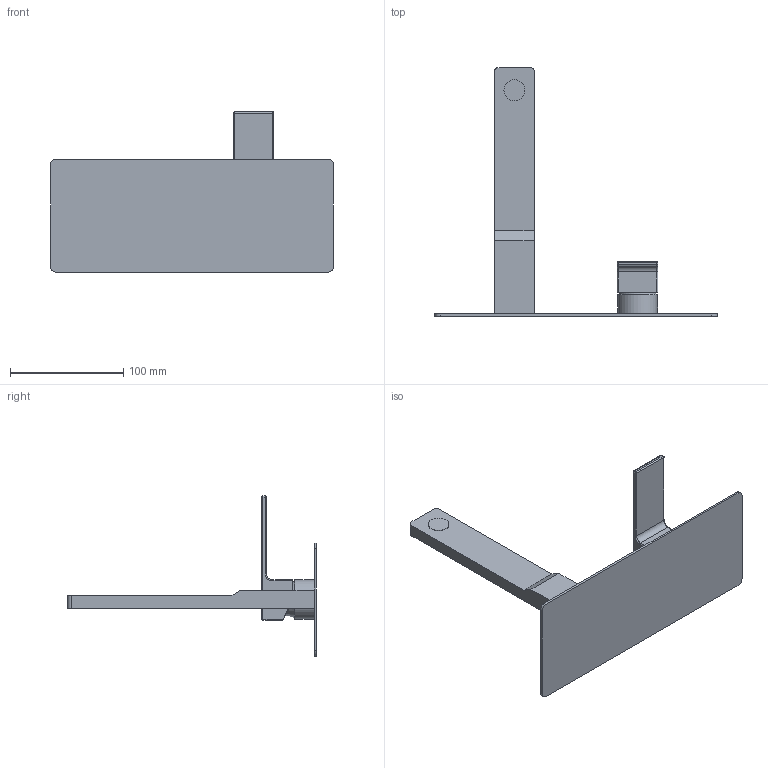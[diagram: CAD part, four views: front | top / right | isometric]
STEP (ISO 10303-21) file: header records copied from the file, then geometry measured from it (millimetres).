
FILE_DESCRIPTION((''),'2;1');
FILE_NAME('EL105CR','2021-01-14T08:50:01',('ut3'),('PAFFONI SpA'),'CREO PARAMETRIC BY PTC INC, 2020044','CREO PARAMETRIC BY PTC INC, 2020044','');
FILE_SCHEMA(('CONFIG_CONTROL_DESIGN','SHAPE_APPEARANCE_LAYERS_GROUPS'));
Length unit declared in the file: millimetre
Products named in the file (1): EL105CR
Bounding box: 250 x 220 x 141.72 mm (x, y, z)
Volume: 182584.6 mm3; surface area: 92901.8 mm2
Topology: 2 solids, 2 shells, 129 faces, 287 edges, 176 vertices
Faces by surface type: cylinder 52, plane 45, cone 14, torus 6, bspline 6, sphere 6
Entity records: 5095 total; most frequent: CARTESIAN_POINT 1255, DIRECTION 623, ORIENTED_EDGE 574, EDGE_CURVE 287, AXIS2_PLACEMENT_3D 239, VERTEX_POINT 176, VECTOR 145, LINE 145
